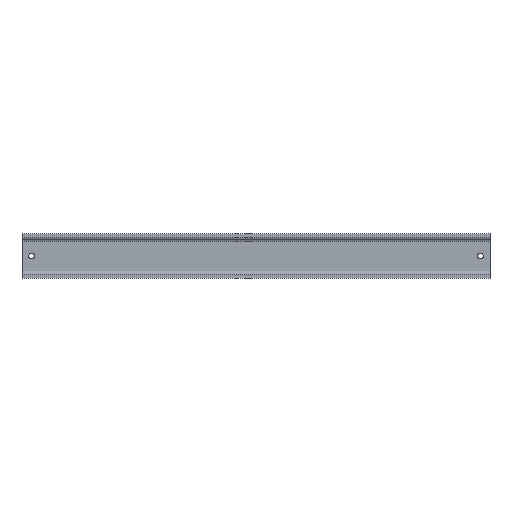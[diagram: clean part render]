
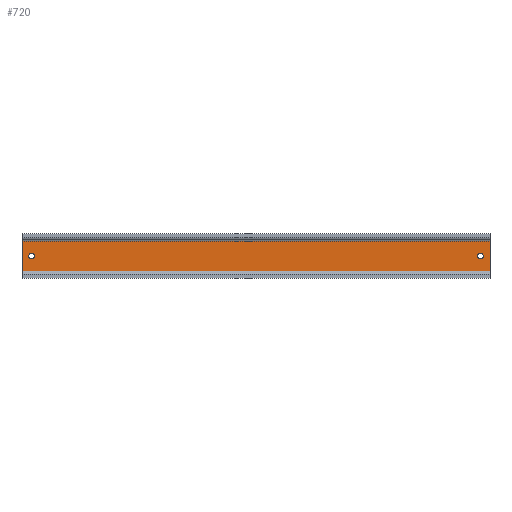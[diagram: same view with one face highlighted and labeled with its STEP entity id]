
A CAD part, top view. The second image highlights one B-rep face of the part: STEP entity #720.
In plain terms, the highlighted planar face has unit normal (0, 0, 1).
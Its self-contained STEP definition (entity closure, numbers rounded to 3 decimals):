
#676=AXIS2_PLACEMENT_3D('Plane Axis2P3D',#673,#674,#675) ;
#686=AXIS2_PLACEMENT_3D('Circle Axis2P3D',#684,#685,$) ;
#695=AXIS2_PLACEMENT_3D('Circle Axis2P3D',#693,#694,$) ;
#704=AXIS2_PLACEMENT_3D('Circle Axis2P3D',#702,#703,$) ;
#713=AXIS2_PLACEMENT_3D('Circle Axis2P3D',#711,#712,$) ;
#456=CARTESIAN_POINT('Vertex',(0.,29.2,1.)) ;
#459=CARTESIAN_POINT('Line Origine',(182.5,29.2,1.)) ;
#463=CARTESIAN_POINT('Vertex',(365.,29.2,1.)) ;
#483=CARTESIAN_POINT('Line Origine',(182.5,5.8,1.)) ;
#487=CARTESIAN_POINT('Vertex',(0.,5.8,1.)) ;
#489=CARTESIAN_POINT('Vertex',(365.,5.8,1.)) ;
#602=CARTESIAN_POINT('Line Origine',(0.,17.5,1.)) ;
#645=CARTESIAN_POINT('Line Origine',(365.,17.5,1.)) ;
#673=CARTESIAN_POINT('Axis2P3D Location',(0.,5.8,1.)) ;
#684=CARTESIAN_POINT('Axis2P3D Location',(7.5,17.5,1.)) ;
#688=CARTESIAN_POINT('Vertex',(5.25,17.5,1.)) ;
#690=CARTESIAN_POINT('Vertex',(9.75,17.5,1.)) ;
#693=CARTESIAN_POINT('Axis2P3D Location',(7.5,17.5,1.)) ;
#702=CARTESIAN_POINT('Axis2P3D Location',(357.5,17.5,1.)) ;
#706=CARTESIAN_POINT('Vertex',(355.25,17.5,1.)) ;
#708=CARTESIAN_POINT('Vertex',(359.75,17.5,1.)) ;
#711=CARTESIAN_POINT('Axis2P3D Location',(357.5,17.5,1.)) ;
#460=DIRECTION('Vector Direction',(1.,0.,0.)) ;
#484=DIRECTION('Vector Direction',(1.,0.,0.)) ;
#603=DIRECTION('Vector Direction',(0.,1.,0.)) ;
#646=DIRECTION('Vector Direction',(0.,1.,0.)) ;
#674=DIRECTION('Axis2P3D Direction',(0.,0.,-1.)) ;
#675=DIRECTION('Axis2P3D XDirection',(0.,1.,0.)) ;
#685=DIRECTION('Axis2P3D Direction',(0.,0.,-1.)) ;
#694=DIRECTION('Axis2P3D Direction',(0.,0.,-1.)) ;
#703=DIRECTION('Axis2P3D Direction',(0.,0.,-1.)) ;
#712=DIRECTION('Axis2P3D Direction',(0.,0.,-1.)) ;
#461=VECTOR('Line Direction',#460,1.) ;
#485=VECTOR('Line Direction',#484,1.) ;
#604=VECTOR('Line Direction',#603,1.) ;
#647=VECTOR('Line Direction',#646,1.) ;
#679=ORIENTED_EDGE('',*,*,#465,.F.) ;
#680=ORIENTED_EDGE('',*,*,#606,.T.) ;
#681=ORIENTED_EDGE('',*,*,#491,.T.) ;
#682=ORIENTED_EDGE('',*,*,#649,.F.) ;
#699=ORIENTED_EDGE('',*,*,#692,.F.) ;
#700=ORIENTED_EDGE('',*,*,#697,.F.) ;
#717=ORIENTED_EDGE('',*,*,#710,.F.) ;
#718=ORIENTED_EDGE('',*,*,#715,.F.) ;
#701=FACE_BOUND('',#698,.T.) ;
#719=FACE_BOUND('',#716,.T.) ;
#720=ADVANCED_FACE('K\X2\00F6\X0\rper.2',(#683,#701,#719),#677,.F.) ;
#687=CIRCLE('generated circle',#686,2.25) ;
#696=CIRCLE('generated circle',#695,2.25) ;
#705=CIRCLE('generated circle',#704,2.25) ;
#714=CIRCLE('generated circle',#713,2.25) ;
#465=EDGE_CURVE('',#457,#464,#462,.T.) ;
#491=EDGE_CURVE('',#488,#490,#486,.T.) ;
#606=EDGE_CURVE('',#457,#488,#605,.F.) ;
#649=EDGE_CURVE('',#464,#490,#648,.F.) ;
#692=EDGE_CURVE('',#689,#691,#687,.F.) ;
#697=EDGE_CURVE('',#691,#689,#696,.F.) ;
#710=EDGE_CURVE('',#707,#709,#705,.F.) ;
#715=EDGE_CURVE('',#709,#707,#714,.F.) ;
#678=EDGE_LOOP('',(#679,#680,#681,#682)) ;
#698=EDGE_LOOP('',(#699,#700)) ;
#716=EDGE_LOOP('',(#717,#718)) ;
#683=FACE_OUTER_BOUND('',#678,.T.) ;
#462=LINE('Line',#459,#461) ;
#486=LINE('Line',#483,#485) ;
#605=LINE('Line',#602,#604) ;
#648=LINE('Line',#645,#647) ;
#677=PLANE('',#676) ;
#457=VERTEX_POINT('',#456) ;
#464=VERTEX_POINT('',#463) ;
#488=VERTEX_POINT('',#487) ;
#490=VERTEX_POINT('',#489) ;
#689=VERTEX_POINT('',#688) ;
#691=VERTEX_POINT('',#690) ;
#707=VERTEX_POINT('',#706) ;
#709=VERTEX_POINT('',#708) ;
